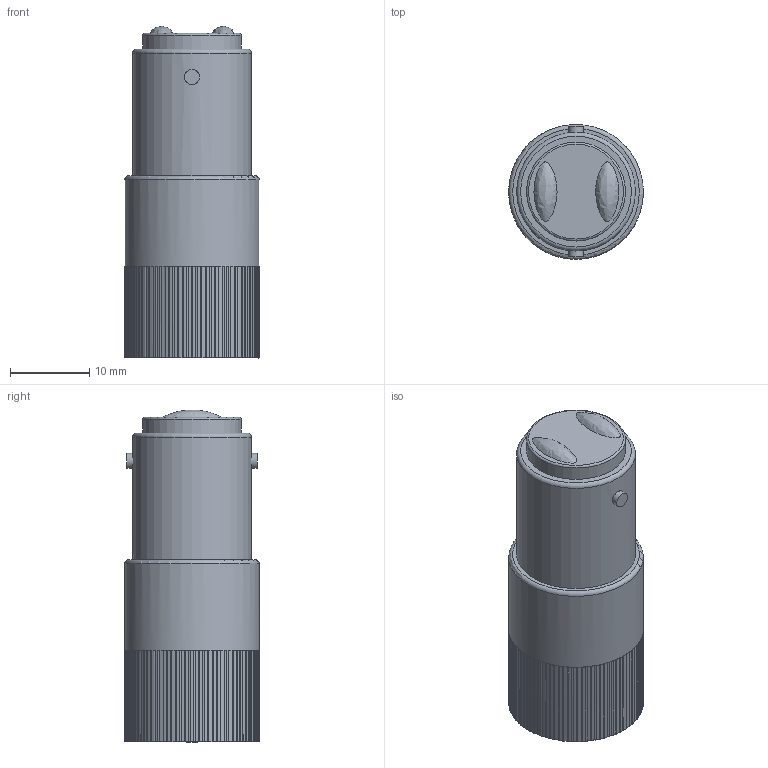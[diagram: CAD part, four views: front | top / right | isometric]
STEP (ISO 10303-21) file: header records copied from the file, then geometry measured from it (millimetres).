
FILE_DESCRIPTION((''),'2;1');
FILE_NAME('MCB15xyyy.stp','2007-11-21T12:10:30',('Philipp'),(''),'Autodesk Inventor 2008','Autodesk Inventor 2008','');
FILE_SCHEMA(('AUTOMOTIVE_DESIGN { 1 0 10303 214 1 1 1 1 }'));
Length unit declared in the file: millimetre
Products named in the file (1): MCB15xyyy
Bounding box: 17 x 17 x 41.94 mm (x, y, z)
Volume: 8018.4 mm3; surface area: 2558.3 mm2
Topology: 1 solids, 1 shells, 287 faces, 747 edges, 468 vertices
Faces by surface type: cylinder 185, plane 96, torus 3, bspline 2, sphere 1
Full cylindrical faces by diameter (mm): 1.9 x2, 12.5 x1, 15 x1, 17 x1
Entity records: 9391 total; most frequent: CARTESIAN_POINT 1858, DIRECTION 1854, ORIENTED_EDGE 1470, AXIS2_PLACEMENT_3D 837, EDGE_CURVE 735, CIRCLE 551, VERTEX_POINT 465, EDGE_LOOP 302
